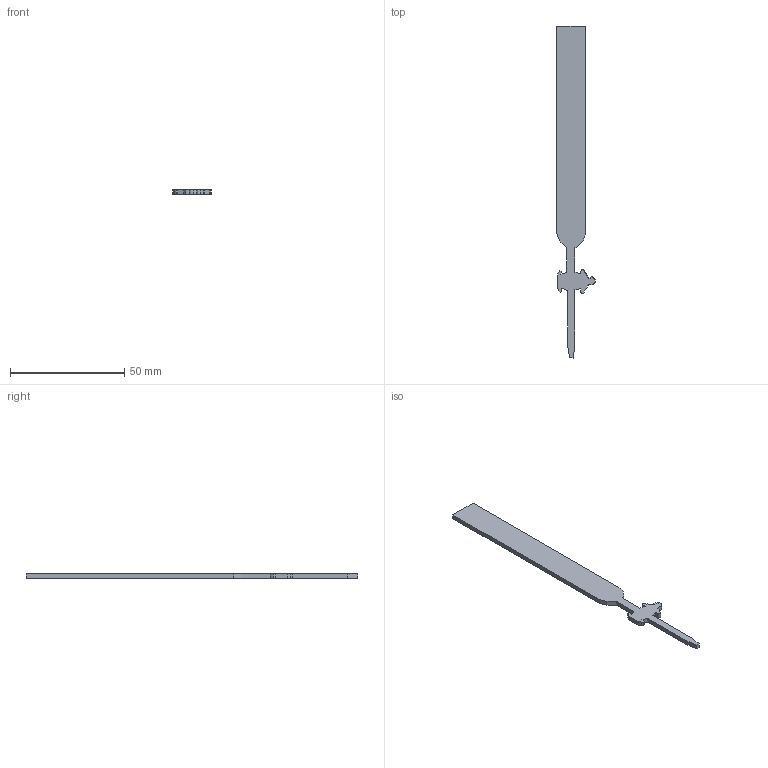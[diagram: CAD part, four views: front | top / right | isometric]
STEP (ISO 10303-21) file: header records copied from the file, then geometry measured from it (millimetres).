
FILE_DESCRIPTION(('FreeCAD Model'),'2;1');
FILE_NAME('Open CASCADE Shape Model','2025-10-07T13:27:55',('Author'),( ''),'Open CASCADE STEP processor 7.8','FreeCAD','Unknown');
FILE_SCHEMA(('AUTOMOTIVE_DESIGN { 1 0 10303 214 1 1 1 1 }'));
Length unit declared in the file: millimetre
Products named in the file (1): Pad
Bounding box: 16.89 x 145.19 x 2 mm (x, y, z)
Volume: 2868.7 mm3; surface area: 3557.4 mm2
Topology: 1 solids, 1 shells, 68 faces, 198 edges, 132 vertices
Faces by surface type: plane 65, cylinder 3
Entity records: 2231 total; most frequent: CARTESIAN_POINT 399, ORIENTED_EDGE 396, DIRECTION 342, EDGE_CURVE 198, LINE 192, VECTOR 192, VERTEX_POINT 132, AXIS2_PLACEMENT_3D 75
